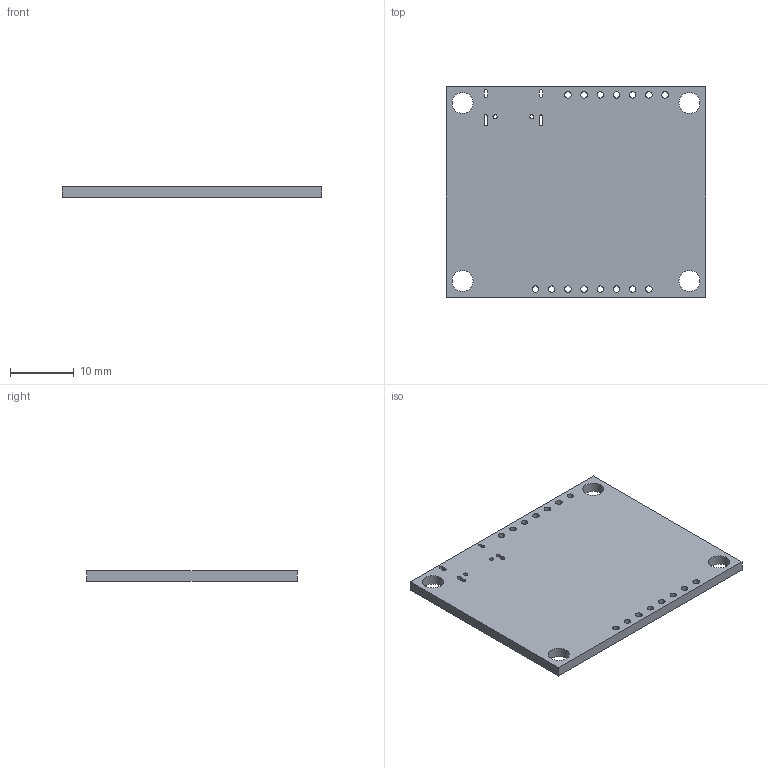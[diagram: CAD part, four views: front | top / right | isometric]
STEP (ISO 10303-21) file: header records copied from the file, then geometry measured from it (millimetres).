
FILE_DESCRIPTION(('FreeCAD Model'),'2;1');
FILE_NAME('Open CASCADE Shape Model','2021-04-12T11:43:32',('Author'),( ''),'Open CASCADE STEP processor 7.5','FreeCAD','Unknown');
FILE_SCHEMA(('AUTOMOTIVE_DESIGN { 1 0 10303 214 1 1 1 1 }'));
Length unit declared in the file: millimetre
Products named in the file (3): SparkFun GPS NEO_M9N_uFL; Board_Geoms_cc31; Pcb_cc31
Assembly tree (2 placements, depth 3):
  SparkFun GPS NEO_M9N_uFL
    Board_Geoms_cc31
      Pcb_cc31
Bounding box: 40.64 x 32.99 x 1.6 mm (x, y, z)
Volume: 2065 mm3; surface area: 2989.5 mm2
Topology: 1 solids, 1 shells, 43 faces, 123 edges, 82 vertices
Faces by surface type: cylinder 29, plane 14
Full cylindrical faces by diameter (mm): 0.65 x2, 1.016 x15, 3.302 x4
Entity records: 3366 total; most frequent: CARTESIAN_POINT 845, DIRECTION 461, LINE 253, VECTOR 253, ORIENTED_EDGE 246, PCURVE 246, DEFINITIONAL_REPRESENTATION 246, EDGE_CURVE 123
